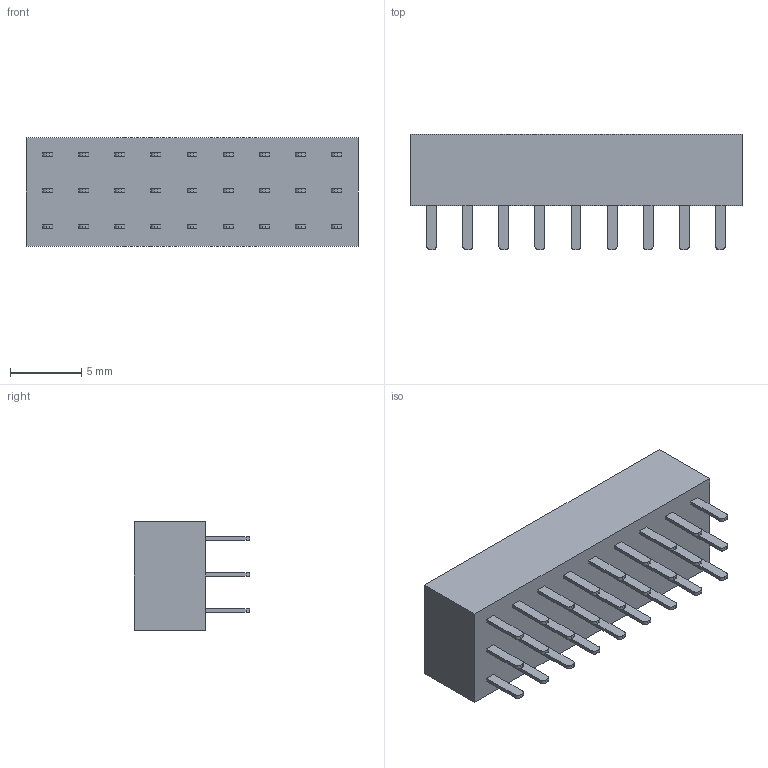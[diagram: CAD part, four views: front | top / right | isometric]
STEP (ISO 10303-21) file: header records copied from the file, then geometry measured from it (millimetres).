
FILE_DESCRIPTION( ('This file contains a STEP AP42 implementation' ,'as created by ZW3D STEP Interface translator.') ,'2;1' );
FILE_NAME( '2150-3XXSXXCUNX1.stp' ,'23 5 2. 94623', (''), ('ZWCAD Software Co.'), 'Version 1.0', 'ZW3D to STEP translator', '' );
FILE_SCHEMA(('AUTOMOTIVE_DESIGN { 1 0 10303 214 1 1 1 1 }'));
Length unit declared in the file: millimetre
Products named in the file (2): 0; 2150-320SXXCUNX1
Bounding box: 23.36 x 8.1 x 7.62 mm (x, y, z)
Volume: 661.1 mm3; surface area: 2268.3 mm2
Topology: 1 solids, 1 shells, 2220 faces, 6226 edges, 4062 vertices
Faces by surface type: plane 1464, bspline 405, cylinder 351
Entity records: 99914 total; most frequent: CARTESIAN_POINT 53187, ORIENTED_EDGE 12452, EDGE_CURVE 6226, B_SPLINE_CURVE_WITH_KNOTS 5630, DIRECTION 4282, VERTEX_POINT 4062, EDGE_LOOP 2382, FACE_OUTER_BOUND 2220
